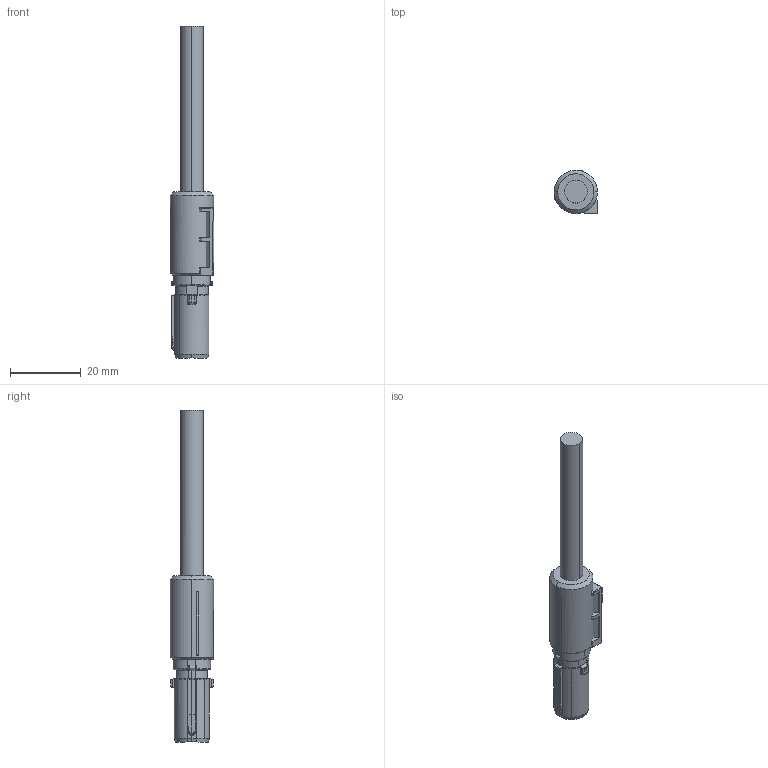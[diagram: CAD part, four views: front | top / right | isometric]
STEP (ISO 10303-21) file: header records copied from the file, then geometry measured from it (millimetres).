
FILE_DESCRIPTION(('CATIA V5 STEP Exchange','CAx-IF Rec.Pracs.--- Model Styling and Organization---1.4--- 2014-01-23'),'2;1');
FILE_NAME ('390352-6_1_2003830600_2003830600.stp','2020-02-11T12:26:17+00:00',('none'),('Weidmueller'),'CATIA Version 5-6 Release 2016 SP3 HF44','CATIA V5 STEP AP214','none');
FILE_SCHEMA(('AUTOMOTIVE_DESIGN { 1 0 10303 214 1 1 1 1 }'));
Length unit declared in the file: millimetre
Products named in the file (1): 2003830600
Bounding box: 12.41 x 12.41 x 93.63 mm (x, y, z)
Volume: 5756.9 mm3; surface area: 3684.9 mm2
Topology: 11 solids, 11 shells, 397 faces, 994 edges, 593 vertices
Faces by surface type: plane 137, cylinder 99, bspline 54, cone 45, sphere 36, torus 26
Entity records: 12373 total; most frequent: CARTESIAN_POINT 4215, ORIENTED_EDGE 1912, DIRECTION 1263, EDGE_CURVE 956, VERTEX_POINT 593, AXIS2_PLACEMENT_3D 585, EDGE_LOOP 409, ADVANCED_FACE 397
